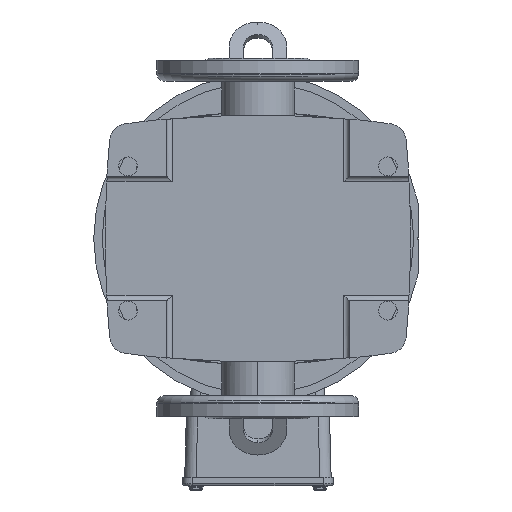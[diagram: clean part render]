
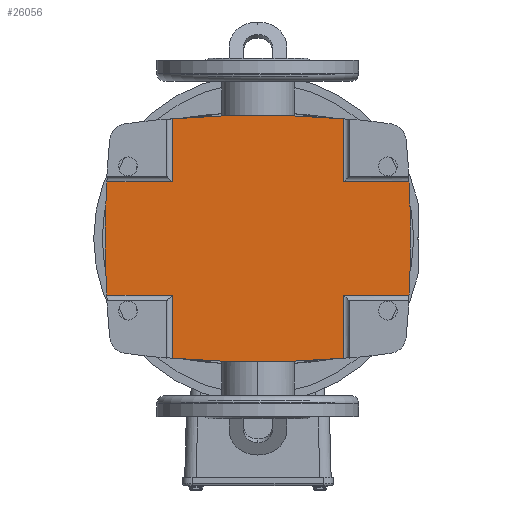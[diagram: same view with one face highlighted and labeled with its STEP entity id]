
A CAD part, front view. The second image highlights one B-rep face of the part: STEP entity #26056.
In plain terms, the highlighted planar face has unit normal (0, -1, 0).
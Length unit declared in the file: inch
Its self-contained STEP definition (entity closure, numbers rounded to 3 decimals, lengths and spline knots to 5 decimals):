
#1447 = CARTESIAN_POINT ( 'NONE',  ( 1.54265, 0.19685, -4.59646 ) ) ;
#3081 = DIRECTION ( 'NONE',  ( 0., 0., 1. ) ) ;
#3112 = VECTOR ( 'NONE', #39437, 39.37008 ) ;
#3520 = DIRECTION ( 'NONE',  ( 0., 0., 1. ) ) ;
#3914 = CIRCLE ( 'NONE', #47685, 27.26527 ) ;
#4665 = DIRECTION ( 'NONE',  ( 0., -1., 0. ) ) ;
#5179 = CARTESIAN_POINT ( 'NONE',  ( 0., 0.19685, -23.10236 ) ) ;
#6916 = ORIENTED_EDGE ( 'NONE', *, *, #10910, .F. ) ;
#7628 = VERTEX_POINT ( 'NONE', #48547 ) ;
#9726 = VECTOR ( 'NONE', #42546, 39.37008 ) ;
#10386 = EDGE_CURVE ( 'NONE', #61897, #25850, #53428, .T. ) ;
#10572 = ORIENTED_EDGE ( 'NONE', *, *, #50226, .T. ) ;
#10910 = EDGE_CURVE ( 'NONE', #24082, #72563, #73626, .T. ) ;
#11943 = DIRECTION ( 'NONE',  ( 0., 1., 0. ) ) ;
#13774 = CARTESIAN_POINT ( 'NONE',  ( -1.54265, 0.19685, -2.33625 ) ) ;
#14427 = ORIENTED_EDGE ( 'NONE', *, *, #34044, .T. ) ;
#15295 = VERTEX_POINT ( 'NONE', #27568 ) ;
#15426 = DIRECTION ( 'NONE',  ( 1., 0., 0. ) ) ;
#15887 = EDGE_CURVE ( 'NONE', #15295, #24082, #76627, .T. ) ;
#15909 = DIRECTION ( 'NONE',  ( 0., 0., 1. ) ) ;
#16036 = ORIENTED_EDGE ( 'NONE', *, *, #69016, .F. ) ;
#16266 = VERTEX_POINT ( 'NONE', #50730 ) ;
#17175 = FACE_OUTER_BOUND ( 'NONE', #49311, .T. ) ;
#18595 = VECTOR ( 'NONE', #15426, 39.37008 ) ;
#18614 = PLANE ( 'NONE',  #35307 ) ;
#21368 = LINE ( 'NONE', #29427, #61921 ) ;
#22342 = EDGE_CURVE ( 'NONE', #63285, #58427, #53574, .T. ) ;
#22417 = ORIENTED_EDGE ( 'NONE', *, *, #72219, .T. ) ;
#22744 = CARTESIAN_POINT ( 'NONE',  ( -23.10315, 0.19685, 0. ) ) ;
#23212 = DIRECTION ( 'NONE',  ( 0., -1., 0. ) ) ;
#24082 = VERTEX_POINT ( 'NONE', #56749 ) ;
#24141 = EDGE_CURVE ( 'NONE', #7628, #63285, #46487, .T. ) ;
#24470 = AXIS2_PLACEMENT_3D ( 'NONE', #46821, #46556, #3081 ) ;
#25069 = CARTESIAN_POINT ( 'NONE',  ( -1.54265, 0.19685, -4.59646 ) ) ;
#25850 = VERTEX_POINT ( 'NONE', #40820 ) ;
#26056 = ADVANCED_FACE ( 'NONE', ( #17175 ), #18614, .F. ) ;
#26777 = ORIENTED_EDGE ( 'NONE', *, *, #24141, .T. ) ;
#27568 = CARTESIAN_POINT ( 'NONE',  ( 0., 0.19685, -4.16291 ) ) ;
#28053 = CIRCLE ( 'NONE', #24470, 26.47079 ) ;
#28227 = VERTEX_POINT ( 'NONE', #40887 ) ;
#29042 = CARTESIAN_POINT ( 'NONE',  ( 1.54265, 0.19685, -4.59646 ) ) ;
#29427 = CARTESIAN_POINT ( 'NONE',  ( -4.59646, 0.19685, -2.33625 ) ) ;
#30534 = CARTESIAN_POINT ( 'NONE',  ( 0., 0.19685, 23.10236 ) ) ;
#31450 = AXIS2_PLACEMENT_3D ( 'NONE', #47011, #23212, #71843 ) ;
#31589 = ORIENTED_EDGE ( 'NONE', *, *, #39814, .F. ) ;
#34044 = EDGE_CURVE ( 'NONE', #57315, #36743, #60348, .T. ) ;
#35307 = AXIS2_PLACEMENT_3D ( 'NONE', #25069, #79921, #49441 ) ;
#35532 = AXIS2_PLACEMENT_3D ( 'NONE', #5179, #4665, #78623 ) ;
#36550 = CARTESIAN_POINT ( 'NONE',  ( 0., 0.19685, 4.16291 ) ) ;
#36743 = VERTEX_POINT ( 'NONE', #70979 ) ;
#37517 = DIRECTION ( 'NONE',  ( 1., 0., 0. ) ) ;
#39437 = DIRECTION ( 'NONE',  ( 0., 0., 1. ) ) ;
#39814 = EDGE_CURVE ( 'NONE', #28227, #16266, #61917, .T. ) ;
#40537 = VECTOR ( 'NONE', #68920, 39.37008 ) ;
#40552 = ORIENTED_EDGE ( 'NONE', *, *, #44744, .F. ) ;
#40771 = DIRECTION ( 'NONE',  ( 0., 1., 0. ) ) ;
#40820 = CARTESIAN_POINT ( 'NONE',  ( -1.54265, 0.19685, 2.33625 ) ) ;
#40887 = CARTESIAN_POINT ( 'NONE',  ( 1.54265, 0.19685, 2.33625 ) ) ;
#42350 = ORIENTED_EDGE ( 'NONE', *, *, #22342, .T. ) ;
#42546 = DIRECTION ( 'NONE',  ( 1., 0., 0. ) ) ;
#42817 = CARTESIAN_POINT ( 'NONE',  ( 1.54265, 0.19685, -4.11924 ) ) ;
#44057 = VECTOR ( 'NONE', #37517, 39.37008 ) ;
#44534 = EDGE_CURVE ( 'NONE', #28227, #7628, #46337, .T. ) ;
#44744 = EDGE_CURVE ( 'NONE', #25850, #58427, #60829, .T. ) ;
#46181 = CARTESIAN_POINT ( 'NONE',  ( 0., 0.19685, 23.10236 ) ) ;
#46337 = LINE ( 'NONE', #1447, #40537 ) ;
#46487 = CIRCLE ( 'NONE', #31450, 27.26527 ) ;
#46556 = DIRECTION ( 'NONE',  ( 0., -1., 0. ) ) ;
#46821 = CARTESIAN_POINT ( 'NONE',  ( 23.10315, 0.19685, 0. ) ) ;
#47011 = CARTESIAN_POINT ( 'NONE',  ( 0., 0.19685, -23.10236 ) ) ;
#47676 = ORIENTED_EDGE ( 'NONE', *, *, #44534, .T. ) ;
#47685 = AXIS2_PLACEMENT_3D ( 'NONE', #30534, #11943, #68126 ) ;
#47804 = VECTOR ( 'NONE', #59647, 39.37008 ) ;
#48547 = CARTESIAN_POINT ( 'NONE',  ( 1.54265, 0.19685, 4.11924 ) ) ;
#49311 = EDGE_LOOP ( 'NONE', ( #40552, #49908, #10572, #22417, #6916, #78702, #51681, #14427, #71847, #16036, #31589, #47676, #26777, #42350 ) ) ;
#49441 = DIRECTION ( 'NONE',  ( 0., 0., 1. ) ) ;
#49908 = ORIENTED_EDGE ( 'NONE', *, *, #10386, .F. ) ;
#50226 = EDGE_CURVE ( 'NONE', #61897, #72424, #28053, .T. ) ;
#50730 = CARTESIAN_POINT ( 'NONE',  ( 3.26434, 0.19685, 2.33625 ) ) ;
#51681 = ORIENTED_EDGE ( 'NONE', *, *, #78820, .F. ) ;
#51878 = CARTESIAN_POINT ( 'NONE',  ( -1.54265, 0.19685, -4.59646 ) ) ;
#53364 = CARTESIAN_POINT ( 'NONE',  ( -3.26434, 0.19685, 2.33625 ) ) ;
#53428 = LINE ( 'NONE', #69317, #18595 ) ;
#53574 = CIRCLE ( 'NONE', #35532, 27.26527 ) ;
#53670 = EDGE_CURVE ( 'NONE', #36743, #54899, #74008, .T. ) ;
#54583 = CARTESIAN_POINT ( 'NONE',  ( -4.59646, 0.19685, -2.33625 ) ) ;
#54899 = VERTEX_POINT ( 'NONE', #70956 ) ;
#54969 = CARTESIAN_POINT ( 'NONE',  ( -1.54265, 0.19685, 4.11924 ) ) ;
#54980 = CARTESIAN_POINT ( 'NONE',  ( -4.59646, 0.19685, 2.33625 ) ) ;
#56749 = CARTESIAN_POINT ( 'NONE',  ( -1.54265, 0.19685, -4.11924 ) ) ;
#56807 = CIRCLE ( 'NONE', #62672, 26.47079 ) ;
#57315 = VERTEX_POINT ( 'NONE', #42817 ) ;
#58427 = VERTEX_POINT ( 'NONE', #54969 ) ;
#59647 = DIRECTION ( 'NONE',  ( 0., 0., 1. ) ) ;
#60348 = LINE ( 'NONE', #29042, #47804 ) ;
#60829 = LINE ( 'NONE', #51878, #80098 ) ;
#61897 = VERTEX_POINT ( 'NONE', #53364 ) ;
#61917 = LINE ( 'NONE', #54980, #9726 ) ;
#61921 = VECTOR ( 'NONE', #78146, 39.37008 ) ;
#62672 = AXIS2_PLACEMENT_3D ( 'NONE', #22744, #78924, #65445 ) ;
#63285 = VERTEX_POINT ( 'NONE', #36550 ) ;
#65445 = DIRECTION ( 'NONE',  ( 0., 0., 1. ) ) ;
#68126 = DIRECTION ( 'NONE',  ( 0., 0., 1. ) ) ;
#68646 = CARTESIAN_POINT ( 'NONE',  ( -3.26434, 0.19685, -2.33625 ) ) ;
#68920 = DIRECTION ( 'NONE',  ( 0., 0., 1. ) ) ;
#69016 = EDGE_CURVE ( 'NONE', #16266, #54899, #56807, .T. ) ;
#69317 = CARTESIAN_POINT ( 'NONE',  ( -4.59646, 0.19685, 2.33625 ) ) ;
#69938 = CARTESIAN_POINT ( 'NONE',  ( -1.54265, 0.19685, -4.59646 ) ) ;
#70956 = CARTESIAN_POINT ( 'NONE',  ( 3.26434, 0.19685, -2.33625 ) ) ;
#70979 = CARTESIAN_POINT ( 'NONE',  ( 1.54265, 0.19685, -2.33625 ) ) ;
#71843 = DIRECTION ( 'NONE',  ( 0., 0., 1. ) ) ;
#71847 = ORIENTED_EDGE ( 'NONE', *, *, #53670, .T. ) ;
#72219 = EDGE_CURVE ( 'NONE', #72424, #72563, #21368, .T. ) ;
#72424 = VERTEX_POINT ( 'NONE', #68646 ) ;
#72563 = VERTEX_POINT ( 'NONE', #13774 ) ;
#73626 = LINE ( 'NONE', #69938, #3112 ) ;
#74008 = LINE ( 'NONE', #54583, #44057 ) ;
#74605 = AXIS2_PLACEMENT_3D ( 'NONE', #46181, #40771, #15909 ) ;
#76627 = CIRCLE ( 'NONE', #74605, 27.26527 ) ;
#78146 = DIRECTION ( 'NONE',  ( 1., 0., 0. ) ) ;
#78623 = DIRECTION ( 'NONE',  ( 0., 0., 1. ) ) ;
#78702 = ORIENTED_EDGE ( 'NONE', *, *, #15887, .F. ) ;
#78820 = EDGE_CURVE ( 'NONE', #57315, #15295, #3914, .T. ) ;
#78924 = DIRECTION ( 'NONE',  ( 0., 1., 0. ) ) ;
#79921 = DIRECTION ( 'NONE',  ( 0., 1., 0. ) ) ;
#80098 = VECTOR ( 'NONE', #3520, 39.37008 ) ;
